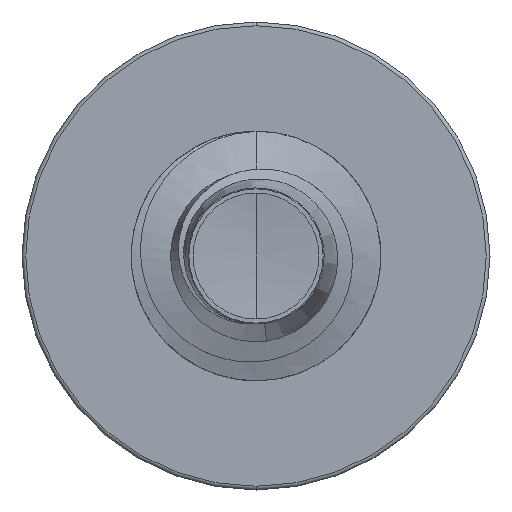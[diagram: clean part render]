
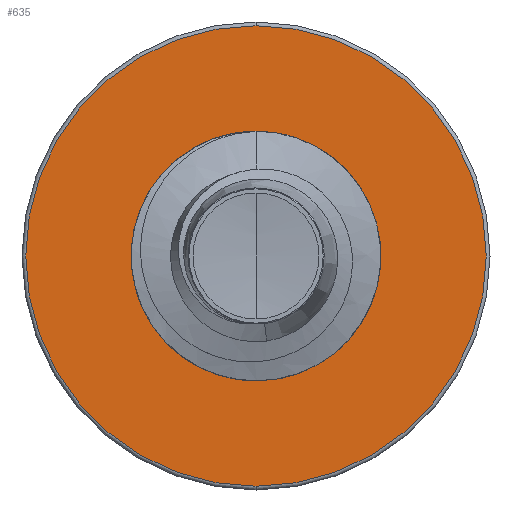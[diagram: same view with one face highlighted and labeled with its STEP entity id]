
A CAD part, front view. The second image highlights one B-rep face of the part: STEP entity #635.
In plain terms, the highlighted planar face has unit normal (0, -1, 0).
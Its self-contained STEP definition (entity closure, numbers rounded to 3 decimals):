
#635 = ADVANCED_FACE ( 'NONE', ( #2391, #3617 ), #7480, .F. ) ;
#669 = VERTEX_POINT ( 'NONE', #9010 ) ;
#705 = DIRECTION ( 'NONE',  ( 0., 1., 0. ) ) ;
#791 = VERTEX_POINT ( 'NONE', #4680 ) ;
#1329 = ORIENTED_EDGE ( 'NONE', *, *, #5698, .F. ) ;
#1484 = VERTEX_POINT ( 'NONE', #2501 ) ;
#2161 = ORIENTED_EDGE ( 'NONE', *, *, #11118, .T. ) ;
#2391 = FACE_OUTER_BOUND ( 'NONE', #8410, .T. ) ;
#2501 = CARTESIAN_POINT ( 'NONE',  ( 0., 6.5, -1.989 ) ) ;
#3037 = DIRECTION ( 'NONE',  ( 0., 1., 0. ) ) ;
#3282 = CARTESIAN_POINT ( 'NONE',  ( 0., 6.5, -1.989 ) ) ;
#3548 = CARTESIAN_POINT ( 'NONE',  ( 0., 6.5, 0. ) ) ;
#3617 = FACE_BOUND ( 'NONE', #9639, .T. ) ;
#4211 = DIRECTION ( 'NONE',  ( 0., 1., 0. ) ) ;
#4218 = ORIENTED_EDGE ( 'NONE', *, *, #6366, .T. ) ;
#4420 = DIRECTION ( 'NONE',  ( 0., 0., 1. ) ) ;
#4559 = AXIS2_PLACEMENT_3D ( 'NONE', #9420, #4211, #10300 ) ;
#4680 = CARTESIAN_POINT ( 'NONE',  ( 0., 6.5, 1.989 ) ) ;
#5360 = AXIS2_PLACEMENT_3D ( 'NONE', #3548, #9625, #4420 ) ;
#5698 = EDGE_CURVE ( 'NONE', #5723, #669, #9308, .T. ) ;
#5723 = VERTEX_POINT ( 'NONE', #6133 ) ;
#5911 = CIRCLE ( 'NONE', #4559, 1.989 ) ;
#5922 = CARTESIAN_POINT ( 'NONE',  ( 0., 6.5, 0. ) ) ;
#6133 = CARTESIAN_POINT ( 'NONE',  ( 0., 6.5, -3.69 ) ) ;
#6218 = AXIS2_PLACEMENT_3D ( 'NONE', #3282, #9193, #6652 ) ;
#6366 = EDGE_CURVE ( 'NONE', #791, #1484, #5911, .T. ) ;
#6652 = DIRECTION ( 'NONE',  ( 0., 0., 1. ) ) ;
#6782 = DIRECTION ( 'NONE',  ( 0., 0., 1. ) ) ;
#7355 = AXIS2_PLACEMENT_3D ( 'NONE', #5922, #705, #6782 ) ;
#7480 = PLANE ( 'NONE',  #6218 ) ;
#7651 = CIRCLE ( 'NONE', #7355, 3.69 ) ;
#8228 = CARTESIAN_POINT ( 'NONE',  ( 0., 6.5, 0. ) ) ;
#8410 = EDGE_LOOP ( 'NONE', ( #11318, #1329 ) ) ;
#9010 = CARTESIAN_POINT ( 'NONE',  ( 0., 6.5, 3.69 ) ) ;
#9114 = DIRECTION ( 'NONE',  ( 0., 0., 1. ) ) ;
#9193 = DIRECTION ( 'NONE',  ( 0., 1., 0. ) ) ;
#9308 = CIRCLE ( 'NONE', #5360, 3.69 ) ;
#9420 = CARTESIAN_POINT ( 'NONE',  ( 0., 6.5, 0. ) ) ;
#9546 = CIRCLE ( 'NONE', #10302, 1.989 ) ;
#9625 = DIRECTION ( 'NONE',  ( 0., 1., 0. ) ) ;
#9639 = EDGE_LOOP ( 'NONE', ( #4218, #2161 ) ) ;
#10300 = DIRECTION ( 'NONE',  ( 0., 0., 1. ) ) ;
#10302 = AXIS2_PLACEMENT_3D ( 'NONE', #8228, #3037, #9114 ) ;
#10750 = EDGE_CURVE ( 'NONE', #669, #5723, #7651, .T. ) ;
#11118 = EDGE_CURVE ( 'NONE', #1484, #791, #9546, .T. ) ;
#11318 = ORIENTED_EDGE ( 'NONE', *, *, #10750, .F. ) ;
